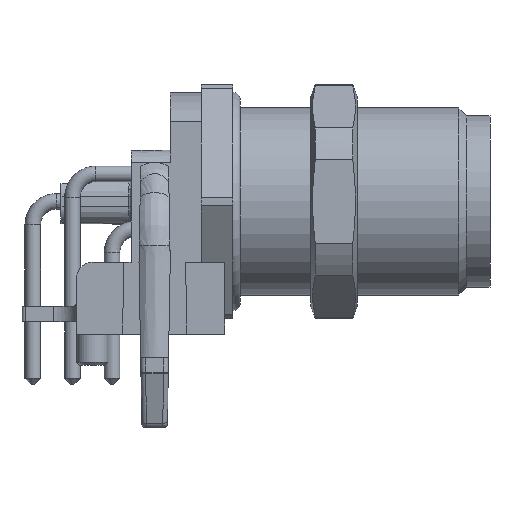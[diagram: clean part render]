
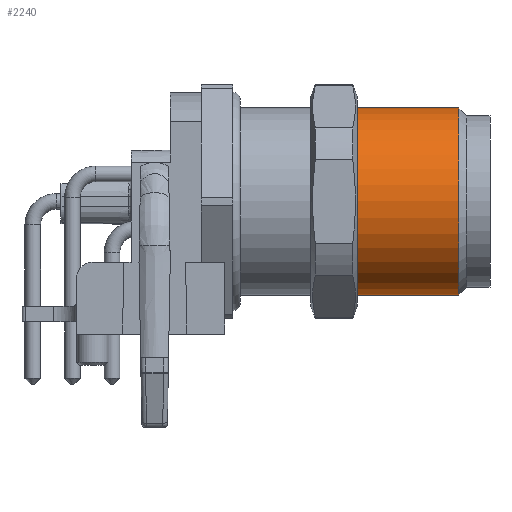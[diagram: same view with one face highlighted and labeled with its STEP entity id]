
A CAD part, left-side view. The second image highlights one B-rep face of the part: STEP entity #2240.
In plain terms, the highlighted cylindrical face has radius 6 mm (diameter 12 mm), a full revolution.
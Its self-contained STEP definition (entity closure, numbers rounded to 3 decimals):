
#2240=ADVANCED_FACE('',(#2697,#2698),#2583,.T.);
#2583=CYLINDRICAL_SURFACE('',#7582,6.);
#2697=FACE_BOUND('',#2930,.T.);
#2698=FACE_BOUND('',#2931,.T.);
#2930=EDGE_LOOP('',(#3878));
#2931=EDGE_LOOP('',(#3879));
#3878=ORIENTED_EDGE('',*,*,#6427,.T.);
#3879=ORIENTED_EDGE('',*,*,#6428,.F.);
#5632=VERTEX_POINT('',#11280);
#5633=VERTEX_POINT('',#11282);
#6427=EDGE_CURVE('',#5632,#5632,#7237,.T.);
#6428=EDGE_CURVE('',#5633,#5633,#7238,.T.);
#7237=CIRCLE('',#7580,6.);
#7238=CIRCLE('',#7581,6.);
#7580=AXIS2_PLACEMENT_3D('',#11279,#8576,#8577);
#7581=AXIS2_PLACEMENT_3D('',#11281,#8578,#8579);
#7582=AXIS2_PLACEMENT_3D('',#11283,#8580,#8581);
#8576=DIRECTION('',(0.,-1.,0.));
#8577=DIRECTION('',(0.,0.,-1.));
#8578=DIRECTION('',(0.,-1.,0.));
#8579=DIRECTION('',(1.,0.,0.));
#8580=DIRECTION('',(0.,-1.,0.));
#8581=DIRECTION('',(1.,0.,0.));
#11279=CARTESIAN_POINT('',(0.,-10.,0.));
#11280=CARTESIAN_POINT('',(0.,-10.,-6.));
#11281=CARTESIAN_POINT('',(0.,-16.5,0.));
#11282=CARTESIAN_POINT('',(6.,-16.5,0.));
#11283=CARTESIAN_POINT('',(0.,-18.5,0.));
